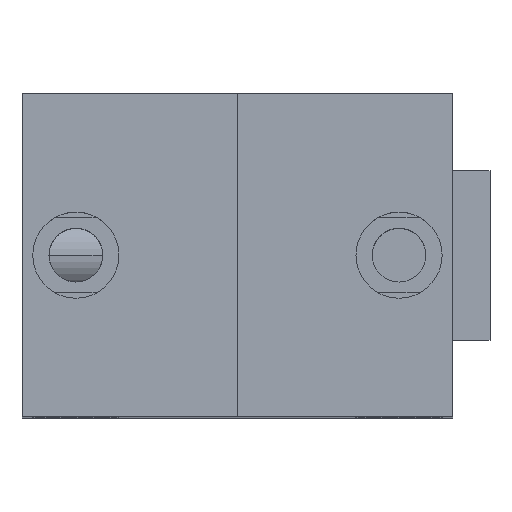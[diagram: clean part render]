
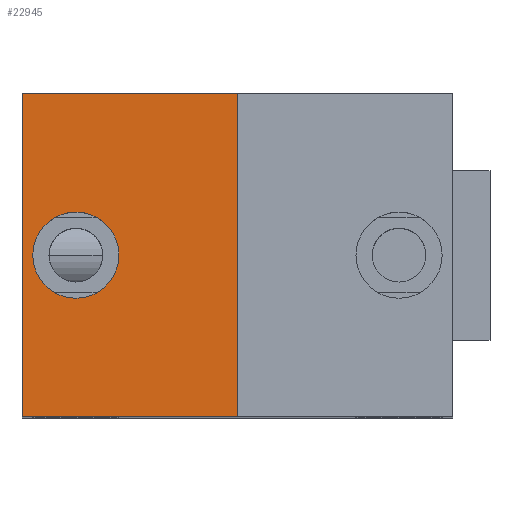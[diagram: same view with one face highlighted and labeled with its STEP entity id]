
A CAD part, top view. The second image highlights one B-rep face of the part: STEP entity #22945.
In plain terms, the highlighted planar face has unit normal (0, 0, 1).
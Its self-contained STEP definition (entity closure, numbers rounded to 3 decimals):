
#143 = EDGE_CURVE ( 'NONE', #36568, #36146, #29583, .T. ) ;
#564 = VERTEX_POINT ( 'NONE', #30308 ) ;
#970 = EDGE_CURVE ( 'NONE', #17063, #564, #1343, .T. ) ;
#1193 = DIRECTION ( 'NONE',  ( 0., 0., 1. ) ) ;
#1343 = CIRCLE ( 'NONE', #24822, 4. ) ;
#3411 = CARTESIAN_POINT ( 'NONE',  ( 20., -15., 65. ) ) ;
#3664 = PLANE ( 'NONE',  #32732 ) ;
#5130 = DIRECTION ( 'NONE',  ( 1., 0., 0. ) ) ;
#5461 = ORIENTED_EDGE ( 'NONE', *, *, #143, .T. ) ;
#6391 = VECTOR ( 'NONE', #6942, 1000. ) ;
#6942 = DIRECTION ( 'NONE',  ( -1., 0., 0. ) ) ;
#7403 = LINE ( 'NONE', #17198, #21966 ) ;
#8976 = DIRECTION ( 'NONE',  ( -1., 0., 0. ) ) ;
#10340 = EDGE_CURVE ( 'NONE', #15439, #36146, #12304, .T. ) ;
#10936 = CARTESIAN_POINT ( 'NONE',  ( 20., 15., 65. ) ) ;
#12304 = LINE ( 'NONE', #18498, #6391 ) ;
#12927 = EDGE_CURVE ( 'NONE', #18923, #36568, #35469, .T. ) ;
#14272 = VECTOR ( 'NONE', #15102, 1000. ) ;
#14547 = DIRECTION ( 'NONE',  ( 0., -1., 0. ) ) ;
#15067 = ORIENTED_EDGE ( 'NONE', *, *, #970, .F. ) ;
#15102 = DIRECTION ( 'NONE',  ( 0., -1., 0. ) ) ;
#15183 = VECTOR ( 'NONE', #33895, 1000. ) ;
#15206 = DIRECTION ( 'NONE',  ( 0., 0., 1. ) ) ;
#15214 = CIRCLE ( 'NONE', #16826, 4. ) ;
#15433 = CARTESIAN_POINT ( 'NONE',  ( 0., -15., 65. ) ) ;
#15439 = VERTEX_POINT ( 'NONE', #15433 ) ;
#16826 = AXIS2_PLACEMENT_3D ( 'NONE', #18527, #1193, #21401 ) ;
#17063 = VERTEX_POINT ( 'NONE', #28364 ) ;
#17198 = CARTESIAN_POINT ( 'NONE',  ( 0., -15., 65. ) ) ;
#17612 = DIRECTION ( 'NONE',  ( 0., 0., -1. ) ) ;
#18498 = CARTESIAN_POINT ( 'NONE',  ( 20., -15., 65. ) ) ;
#18527 = CARTESIAN_POINT ( 'NONE',  ( -15., 0., 65. ) ) ;
#18815 = EDGE_LOOP ( 'NONE', ( #23069, #22881, #5461, #21776 ) ) ;
#18904 = CARTESIAN_POINT ( 'NONE',  ( 0., 15., 65. ) ) ;
#18923 = VERTEX_POINT ( 'NONE', #18904 ) ;
#19642 = FACE_BOUND ( 'NONE', #24137, .T. ) ;
#21401 = DIRECTION ( 'NONE',  ( 1., 0., 0. ) ) ;
#21508 = EDGE_CURVE ( 'NONE', #564, #17063, #15214, .T. ) ;
#21554 = CARTESIAN_POINT ( 'NONE',  ( -20., -15., 65. ) ) ;
#21776 = ORIENTED_EDGE ( 'NONE', *, *, #10340, .F. ) ;
#21966 = VECTOR ( 'NONE', #14547, 1000. ) ;
#22740 = FACE_OUTER_BOUND ( 'NONE', #18815, .T. ) ;
#22881 = ORIENTED_EDGE ( 'NONE', *, *, #12927, .T. ) ;
#22945 = ADVANCED_FACE ( 'NONE', ( #19642, #22740 ), #3664, .F. ) ;
#23069 = ORIENTED_EDGE ( 'NONE', *, *, #35085, .F. ) ;
#23664 = CARTESIAN_POINT ( 'NONE',  ( -20., 15., 65. ) ) ;
#24137 = EDGE_LOOP ( 'NONE', ( #29348, #15067 ) ) ;
#24564 = CARTESIAN_POINT ( 'NONE',  ( -20., -15., 65. ) ) ;
#24822 = AXIS2_PLACEMENT_3D ( 'NONE', #25407, #15206, #5130 ) ;
#25407 = CARTESIAN_POINT ( 'NONE',  ( -15., 0., 65. ) ) ;
#28364 = CARTESIAN_POINT ( 'NONE',  ( -19., 0., 65. ) ) ;
#29348 = ORIENTED_EDGE ( 'NONE', *, *, #21508, .F. ) ;
#29583 = LINE ( 'NONE', #24564, #14272 ) ;
#30308 = CARTESIAN_POINT ( 'NONE',  ( -11., 0., 65. ) ) ;
#32732 = AXIS2_PLACEMENT_3D ( 'NONE', #3411, #17612, #8976 ) ;
#33895 = DIRECTION ( 'NONE',  ( -1., 0., 0. ) ) ;
#35085 = EDGE_CURVE ( 'NONE', #18923, #15439, #7403, .T. ) ;
#35469 = LINE ( 'NONE', #10936, #15183 ) ;
#36146 = VERTEX_POINT ( 'NONE', #21554 ) ;
#36568 = VERTEX_POINT ( 'NONE', #23664 ) ;
